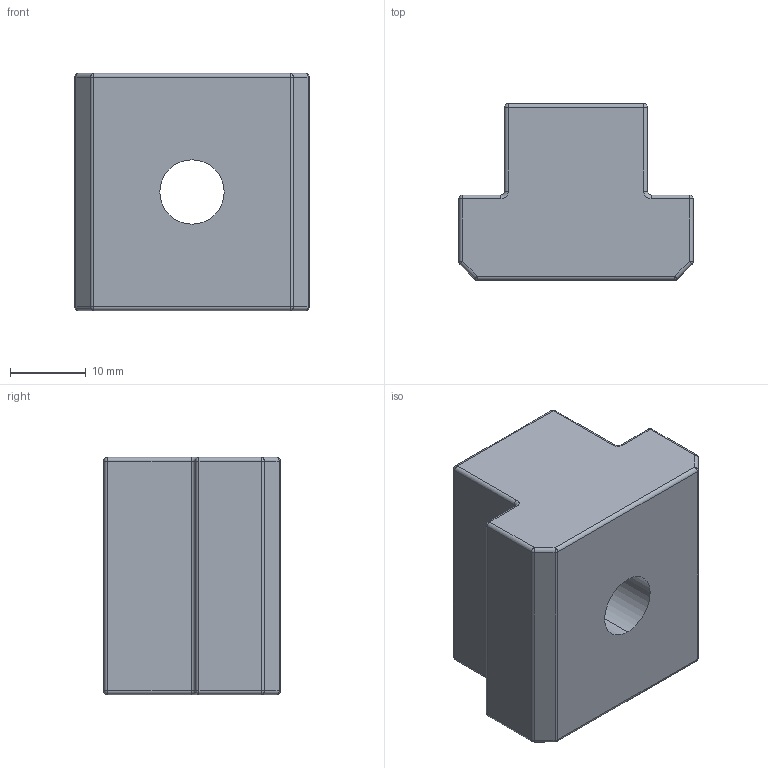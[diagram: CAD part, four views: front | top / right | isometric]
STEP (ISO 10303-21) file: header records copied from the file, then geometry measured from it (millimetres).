
FILE_DESCRIPTION (( 'STEP AP214' ), '1' );
FILE_NAME ('SW3dPS-25757.step', '2010-12-28T08:40:26', ( 'SysAdmin' ), ( 'SolidWorks' ), 'SwSTEP 2.0', 'SolidWorks 2011', '' );
FILE_SCHEMA (( 'AUTOMOTIVE_DESIGN' ));
Length unit declared in the file: millimetre
Products named in the file (1): SW3dPS-25757
Bounding box: 31 x 23.35 x 31.4 mm (x, y, z)
Volume: 16567.8 mm3; surface area: 4889.9 mm2
Topology: 1 solids, 1 shells, 66 faces, 146 edges, 70 vertices
Faces by surface type: cylinder 32, sphere 16, plane 12, torus 4, cone 2
Entity records: 1744 total; most frequent: DIRECTION 338, CARTESIAN_POINT 271, ORIENTED_EDGE 268, AXIS2_PLACEMENT_3D 137, EDGE_CURVE 134, CIRCLE 70, VERTEX_POINT 70, EDGE_LOOP 68
